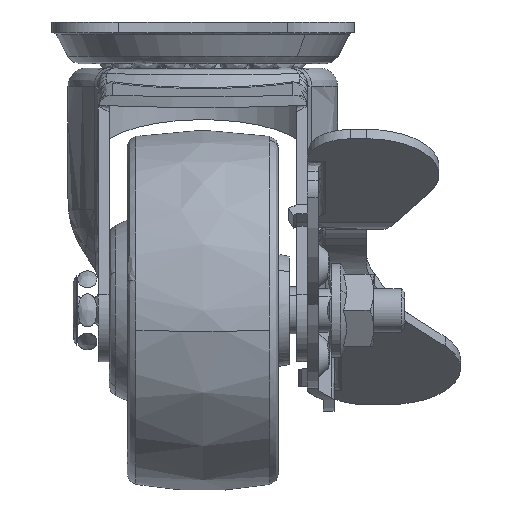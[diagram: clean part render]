
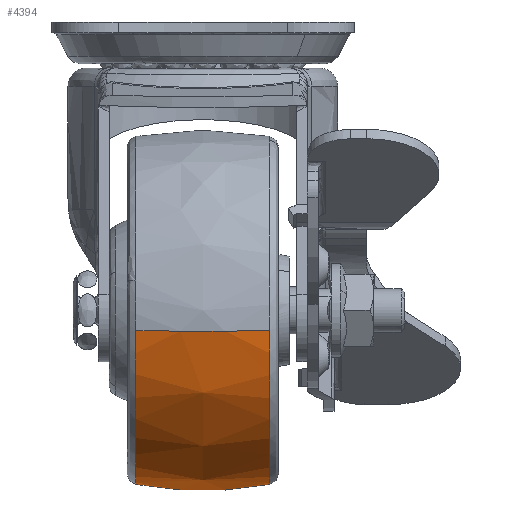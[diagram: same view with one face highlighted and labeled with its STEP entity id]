
A CAD part, left-side view. The second image highlights one B-rep face of the part: STEP entity #4394.
In plain terms, the highlighted free-form (B-spline) face has degree [2, 2] with [5, 5] control points.
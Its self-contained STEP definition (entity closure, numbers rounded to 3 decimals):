
#3368=CARTESIAN_POINT('',(-44.97,-9.278,-41.286));
#3369=VERTEX_POINT('',#3368);
#3388=CARTESIAN_POINT('',(-21.0,-9.278,-62.632));
#3389=VERTEX_POINT('',#3388);
#3390=CARTESIAN_POINT('',(-21.0,-9.278,-62.632));
#3391=CARTESIAN_POINT('',(-22.966,-9.278,-62.632));
#3392=CARTESIAN_POINT('',(-26.349,-9.278,-62.216));
#3393=CARTESIAN_POINT('',(-30.601,-9.278,-60.747));
#3394=CARTESIAN_POINT('',(-34.242,-9.278,-58.811));
#3395=CARTESIAN_POINT('',(-37.118,-9.278,-56.595));
#3396=CARTESIAN_POINT('',(-39.51,-9.278,-54.068));
#3397=CARTESIAN_POINT('',(-41.456,-9.278,-51.462));
#3398=CARTESIAN_POINT('',(-42.964,-9.278,-48.678));
#3399=CARTESIAN_POINT('',(-44.287,-9.278,-45.165));
#3400=CARTESIAN_POINT('',(-44.791,-9.278,-42.83));
#3401=CARTESIAN_POINT('',(-44.97,-9.278,-41.286));
#3402=B_SPLINE_CURVE_WITH_KNOTS('',3,(#3390,#3391,#3392,#3393,#3394,#3395,#3396,#3397,#3398,#3399,#3400,#3401),.UNSPECIFIED.,.F.,.U.,(4,1,1,1,1,1,1,1,1,4),(0.,5.898,10.15,13.442,18.242,20.986,23.866,27.981,30.45,35.113),.UNSPECIFIED.);
#3403=EDGE_CURVE('',#3389,#3369,#3402,.T.);
#3507=CARTESIAN_POINT('',(-21.0,9.278,-62.632));
#3508=VERTEX_POINT('',#3507);
#3524=CARTESIAN_POINT('',(-44.97,9.278,-41.286));
#3525=VERTEX_POINT('',#3524);
#3526=CARTESIAN_POINT('',(-21.0,9.278,-62.632));
#3527=CARTESIAN_POINT('',(-22.234,9.278,-62.632));
#3528=CARTESIAN_POINT('',(-24.246,9.278,-62.477));
#3529=CARTESIAN_POINT('',(-27.206,9.278,-61.871));
#3530=CARTESIAN_POINT('',(-29.647,9.278,-61.082));
#3531=CARTESIAN_POINT('',(-32.151,9.278,-59.954));
#3532=CARTESIAN_POINT('',(-34.401,9.278,-58.631));
#3533=CARTESIAN_POINT('',(-36.779,9.278,-56.841));
#3534=CARTESIAN_POINT('',(-38.852,9.278,-54.831));
#3535=CARTESIAN_POINT('',(-40.971,9.278,-52.187));
#3536=CARTESIAN_POINT('',(-42.8,9.278,-49.11));
#3537=CARTESIAN_POINT('',(-44.271,9.278,-45.302));
#3538=CARTESIAN_POINT('',(-44.812,9.278,-42.649));
#3539=CARTESIAN_POINT('',(-44.97,9.278,-41.286));
#3540=B_SPLINE_CURVE_WITH_KNOTS('',3,(#3526,#3527,#3528,#3529,#3530,#3531,#3532,#3533,#3534,#3535,#3536,#3537,#3538,#3539),.UNSPECIFIED.,.F.,.U.,(4,1,1,1,1,1,1,1,1,1,1,4),(0.,3.703,6.035,9.053,11.384,14.265,16.871,20.3,22.906,27.021,30.998,35.113),.UNSPECIFIED.);
#3541=EDGE_CURVE('',#3508,#3525,#3540,.T.);
#4331=CARTESIAN_POINT('',(-21.0,9.278,-62.632));
#4332=CARTESIAN_POINT('',(-21.,5.935,-63.264));
#4333=CARTESIAN_POINT('',(-21.0,-0.297,-63.791));
#4334=CARTESIAN_POINT('',(-21.,-6.508,-63.155));
#4335=CARTESIAN_POINT('',(-21.0,-9.278,-62.632));
#4336=B_SPLINE_CURVE_WITH_KNOTS('',3,(#4331,#4332,#4333,#4334,#4335),.UNSPECIFIED.,.F.,.U.,(4,1,4),(0.,10.207,18.665),.UNSPECIFIED.);
#4337=EDGE_CURVE('',#3508,#3389,#4336,.T.);
#4343=CARTESIAN_POINT('',(-44.97,9.278,-41.286));
#4344=CARTESIAN_POINT('',(-45.418,6.89,-41.338));
#4345=CARTESIAN_POINT('',(-45.858,3.017,-41.389));
#4346=CARTESIAN_POINT('',(-45.84,-3.211,-41.387));
#4347=CARTESIAN_POINT('',(-45.4,-6.986,-41.336));
#4348=CARTESIAN_POINT('',(-44.97,-9.278,-41.286));
#4349=B_SPLINE_CURVE_WITH_KNOTS('',3,(#4343,#4344,#4345,#4346,#4347,#4348),.UNSPECIFIED.,.F.,.U.,(4,1,1,4),(0.,7.291,11.666,18.665),.UNSPECIFIED.);
#4350=EDGE_CURVE('',#3525,#3369,#4349,.T.);
#4355=CARTESIAN_POINT('',(-20.845,10.212,-62.446));
#4356=CARTESIAN_POINT('',(-20.838,5.16,-63.5));
#4357=CARTESIAN_POINT('',(-20.838,0.,-63.5));
#4358=CARTESIAN_POINT('',(-20.838,-5.16,-63.5));
#4359=CARTESIAN_POINT('',(-20.845,-10.212,-62.446));
#4360=CARTESIAN_POINT('',(-20.922,10.212,-62.446));
#4361=CARTESIAN_POINT('',(-20.919,5.16,-63.5));
#4362=CARTESIAN_POINT('',(-20.919,0.,-63.5));
#4363=CARTESIAN_POINT('',(-20.919,-5.16,-63.5));
#4364=CARTESIAN_POINT('',(-20.922,-10.212,-62.446));
#4365=CARTESIAN_POINT('',(-42.324,10.212,-62.446));
#4366=CARTESIAN_POINT('',(-43.262,5.16,-63.5));
#4367=CARTESIAN_POINT('',(-43.262,0.,-63.5));
#4368=CARTESIAN_POINT('',(-43.262,-5.16,-63.5));
#4369=CARTESIAN_POINT('',(-42.324,-10.212,-62.446));
#4370=CARTESIAN_POINT('',(-44.795,10.212,-41.184));
#4371=CARTESIAN_POINT('',(-45.843,5.16,-41.302));
#4372=CARTESIAN_POINT('',(-45.843,0.,-41.302));
#4373=CARTESIAN_POINT('',(-45.843,-5.16,-41.302));
#4374=CARTESIAN_POINT('',(-44.795,-10.212,-41.184));
#4375=CARTESIAN_POINT('',(-44.805,10.212,-41.104));
#4376=CARTESIAN_POINT('',(-45.852,5.16,-41.218));
#4377=CARTESIAN_POINT('',(-45.852,0.,-41.218));
#4378=CARTESIAN_POINT('',(-45.852,-5.16,-41.218));
#4379=CARTESIAN_POINT('',(-44.805,-10.212,-41.104));
#4387=(BOUNDED_SURFACE()B_SPLINE_SURFACE(2,2,((#4355,#4360,#4365,#4370,#4375),(#4356,#4361,#4366,#4371,#4376),(#4357,#4362,#4367,#4372,#4377),(#4358,#4363,#4368,#4373,#4378),(#4359,#4364,#4369,#4374,#4379)),.UNSPECIFIED.,.F.,.F.,.U.)B_SPLINE_SURFACE_WITH_KNOTS((3,2,3),(3,1,1,3),(0.0,10.494,20.988),(0.0,0.19,38.256,38.447),.UNSPECIFIED.)GEOMETRIC_REPRESENTATION_ITEM()RATIONAL_B_SPLINE_SURFACE(((0.96,0.958,0.699,0.917,0.918),(0.976,0.974,0.711,0.932,0.933),(1.003,1.001,0.731,0.958,0.959),(0.976,0.974,0.711,0.932,0.933),(0.96,0.958,0.699,0.917,0.918)))REPRESENTATION_ITEM('')SURFACE());
#4388=ORIENTED_EDGE('',*,*,#3403,.T.);
#4389=ORIENTED_EDGE('',*,*,#4350,.F.);
#4390=ORIENTED_EDGE('',*,*,#3541,.F.);
#4391=ORIENTED_EDGE('',*,*,#4337,.T.);
#4392=EDGE_LOOP('',(#4388,#4389,#4390,#4391));
#4393=FACE_OUTER_BOUND('',#4392,.T.);
#4394=ADVANCED_FACE('',(#4393),#4387,.T.);
